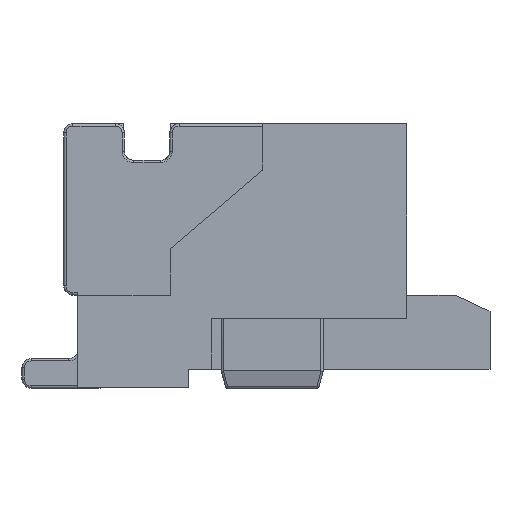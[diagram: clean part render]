
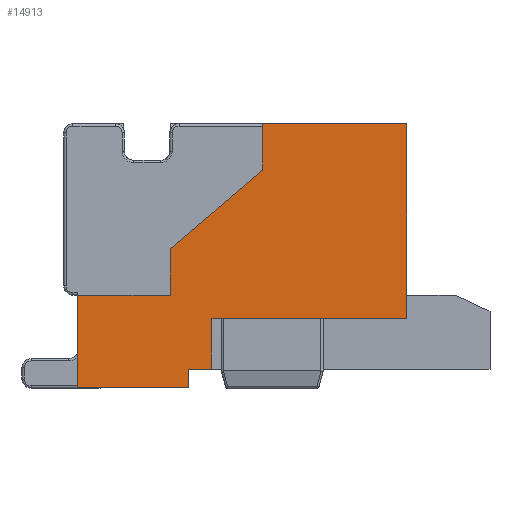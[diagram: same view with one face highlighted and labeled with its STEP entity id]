
A CAD part, left-side view. The second image highlights one B-rep face of the part: STEP entity #14913.
In plain terms, the highlighted planar face has unit normal (-1, 0, 0).
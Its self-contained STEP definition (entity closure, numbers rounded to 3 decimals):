
#482 = CARTESIAN_POINT ( 'NONE',  ( -11., 4.2, 5.7 ) ) ;
#509 = CARTESIAN_POINT ( 'NONE',  ( -11., -2.9, 5.7 ) ) ;
#763 = CARTESIAN_POINT ( 'NONE',  ( -11., 1.3, 1.5 ) ) ;
#849 = DIRECTION ( 'NONE',  ( 0., 0., 1. ) ) ;
#1055 = DIRECTION ( 'NONE',  ( 0., 0., -1. ) ) ;
#1336 = VECTOR ( 'NONE', #27191, 1000. ) ;
#3420 = ORIENTED_EDGE ( 'NONE', *, *, #16919, .F. ) ;
#4243 = DIRECTION ( 'NONE',  ( 0., 0., -1. ) ) ;
#4423 = CARTESIAN_POINT ( 'NONE',  ( -11., 0.2, 4.7 ) ) ;
#4646 = VECTOR ( 'NONE', #4243, 1000. ) ;
#4663 = LINE ( 'NONE', #10626, #4646 ) ;
#5231 = CARTESIAN_POINT ( 'NONE',  ( -11., 1.8, 0. ) ) ;
#5268 = EDGE_CURVE ( 'NONE', #25919, #12342, #27394, .T. ) ;
#6049 = ORIENTED_EDGE ( 'NONE', *, *, #39896, .F. ) ;
#6290 = CARTESIAN_POINT ( 'NONE',  ( -11., 1.3, 1.5 ) ) ;
#6420 = DIRECTION ( 'NONE',  ( 0., 0., 1. ) ) ;
#6654 = DIRECTION ( 'NONE',  ( 0., -1., 0. ) ) ;
#7145 = CARTESIAN_POINT ( 'NONE',  ( -11., 4.2, 5.7 ) ) ;
#7466 = ORIENTED_EDGE ( 'NONE', *, *, #40672, .T. ) ;
#7998 = VECTOR ( 'NONE', #6654, 1000. ) ;
#8495 = ORIENTED_EDGE ( 'NONE', *, *, #21045, .F. ) ;
#8894 = CARTESIAN_POINT ( 'NONE',  ( -11., -2.9, 1.5 ) ) ;
#8997 = VERTEX_POINT ( 'NONE', #37736 ) ;
#9001 = DIRECTION ( 'NONE',  ( 0., -1., 0. ) ) ;
#9620 = LINE ( 'NONE', #29355, #27020 ) ;
#10533 = VERTEX_POINT ( 'NONE', #39254 ) ;
#10626 = CARTESIAN_POINT ( 'NONE',  ( -11., -2.9, 1.5 ) ) ;
#11002 = FACE_OUTER_BOUND ( 'NONE', #34151, .T. ) ;
#11566 = ORIENTED_EDGE ( 'NONE', *, *, #13272, .T. ) ;
#11795 = VECTOR ( 'NONE', #16122, 1000. ) ;
#11805 = CARTESIAN_POINT ( 'NONE',  ( -11., 2.2, 2. ) ) ;
#12342 = VERTEX_POINT ( 'NONE', #38849 ) ;
#12662 = ORIENTED_EDGE ( 'NONE', *, *, #35876, .T. ) ;
#13272 = EDGE_CURVE ( 'NONE', #37836, #12342, #17037, .T. ) ;
#13801 = VERTEX_POINT ( 'NONE', #35734 ) ;
#14145 = ORIENTED_EDGE ( 'NONE', *, *, #5268, .F. ) ;
#14500 = VECTOR ( 'NONE', #849, 1000. ) ;
#14641 = PLANE ( 'NONE',  #30496 ) ;
#14913 = ADVANCED_FACE ( 'NONE', ( #11002 ), #14641, .F. ) ;
#15152 = ORIENTED_EDGE ( 'NONE', *, *, #20606, .F. ) ;
#15219 = VECTOR ( 'NONE', #9001, 1000. ) ;
#15563 = VECTOR ( 'NONE', #17255, 1000. ) ;
#16097 = ORIENTED_EDGE ( 'NONE', *, *, #33688, .T. ) ;
#16122 = DIRECTION ( 'NONE',  ( 0., 0., -1. ) ) ;
#16436 = LINE ( 'NONE', #35965, #14500 ) ;
#16903 = LINE ( 'NONE', #482, #7998 ) ;
#16919 = EDGE_CURVE ( 'NONE', #8997, #34355, #21855, .T. ) ;
#17037 = LINE ( 'NONE', #17463, #15563 ) ;
#17212 = EDGE_CURVE ( 'NONE', #35642, #10533, #33773, .T. ) ;
#17243 = CARTESIAN_POINT ( 'NONE',  ( -11., 4.2, 0. ) ) ;
#17255 = DIRECTION ( 'NONE',  ( 0., -1., 0. ) ) ;
#17463 = CARTESIAN_POINT ( 'NONE',  ( -11., 4.2, 0. ) ) ;
#17898 = EDGE_CURVE ( 'NONE', #10533, #13801, #9620, .T. ) ;
#18128 = CARTESIAN_POINT ( 'NONE',  ( -11., 4.2, 5.7 ) ) ;
#18773 = ORIENTED_EDGE ( 'NONE', *, *, #17898, .F. ) ;
#20201 = DIRECTION ( 'NONE',  ( 1., 0., 0. ) ) ;
#20606 = EDGE_CURVE ( 'NONE', #13801, #23612, #16903, .T. ) ;
#20912 = VECTOR ( 'NONE', #32482, 1000. ) ;
#21045 = EDGE_CURVE ( 'NONE', #23612, #31215, #4663, .T. ) ;
#21256 = CARTESIAN_POINT ( 'NONE',  ( -11., 1.8, 0.4 ) ) ;
#21855 = LINE ( 'NONE', #11805, #15219 ) ;
#22236 = CARTESIAN_POINT ( 'NONE',  ( -11., 2.2, 3. ) ) ;
#22406 = CARTESIAN_POINT ( 'NONE',  ( -11., 1.3, 0.4 ) ) ;
#23612 = VERTEX_POINT ( 'NONE', #509 ) ;
#24094 = DIRECTION ( 'NONE',  ( 0., 1., 0. ) ) ;
#25837 = CARTESIAN_POINT ( 'NONE',  ( -11., 1.8, 0.4 ) ) ;
#25919 = VERTEX_POINT ( 'NONE', #21256 ) ;
#26051 = LINE ( 'NONE', #25837, #20912 ) ;
#27020 = VECTOR ( 'NONE', #6420, 1000. ) ;
#27191 = DIRECTION ( 'NONE',  ( 0., 0., -1. ) ) ;
#27394 = LINE ( 'NONE', #5231, #41110 ) ;
#27823 = LINE ( 'NONE', #18128, #1336 ) ;
#29355 = CARTESIAN_POINT ( 'NONE',  ( -11., 0.2, 5.7 ) ) ;
#30496 = AXIS2_PLACEMENT_3D ( 'NONE', #7145, #20201, #24094 ) ;
#31066 = EDGE_CURVE ( 'NONE', #34355, #35642, #16436, .T. ) ;
#31215 = VERTEX_POINT ( 'NONE', #8894 ) ;
#31858 = LINE ( 'NONE', #38709, #39964 ) ;
#32482 = DIRECTION ( 'NONE',  ( 0., -1., 0. ) ) ;
#32695 = CARTESIAN_POINT ( 'NONE',  ( -11., 2.2, 2. ) ) ;
#33688 = EDGE_CURVE ( 'NONE', #25919, #34342, #26051, .T. ) ;
#33773 = LINE ( 'NONE', #4423, #37204 ) ;
#34151 = EDGE_LOOP ( 'NONE', ( #15152, #18773, #42070, #36920, #3420, #12662, #11566, #14145, #16097, #6049, #7466, #8495 ) ) ;
#34342 = VERTEX_POINT ( 'NONE', #22406 ) ;
#34355 = VERTEX_POINT ( 'NONE', #32695 ) ;
#35642 = VERTEX_POINT ( 'NONE', #22236 ) ;
#35648 = LINE ( 'NONE', #6290, #11795 ) ;
#35734 = CARTESIAN_POINT ( 'NONE',  ( -11., 0.2, 5.7 ) ) ;
#35876 = EDGE_CURVE ( 'NONE', #8997, #37836, #27823, .T. ) ;
#35965 = CARTESIAN_POINT ( 'NONE',  ( -11., 2.2, 3. ) ) ;
#36920 = ORIENTED_EDGE ( 'NONE', *, *, #31066, .F. ) ;
#37204 = VECTOR ( 'NONE', #37427, 1000. ) ;
#37427 = DIRECTION ( 'NONE',  ( 0., -0.762, 0.648 ) ) ;
#37736 = CARTESIAN_POINT ( 'NONE',  ( -11., 4.2, 2. ) ) ;
#37836 = VERTEX_POINT ( 'NONE', #17243 ) ;
#38495 = DIRECTION ( 'NONE',  ( 0., -1., 0. ) ) ;
#38709 = CARTESIAN_POINT ( 'NONE',  ( -11., 1.3, 1.5 ) ) ;
#38849 = CARTESIAN_POINT ( 'NONE',  ( -11., 1.8, 0. ) ) ;
#39254 = CARTESIAN_POINT ( 'NONE',  ( -11., 0.2, 4.7 ) ) ;
#39896 = EDGE_CURVE ( 'NONE', #41711, #34342, #35648, .T. ) ;
#39964 = VECTOR ( 'NONE', #38495, 1000. ) ;
#40672 = EDGE_CURVE ( 'NONE', #41711, #31215, #31858, .T. ) ;
#41110 = VECTOR ( 'NONE', #1055, 1000. ) ;
#41711 = VERTEX_POINT ( 'NONE', #763 ) ;
#42070 = ORIENTED_EDGE ( 'NONE', *, *, #17212, .F. ) ;
